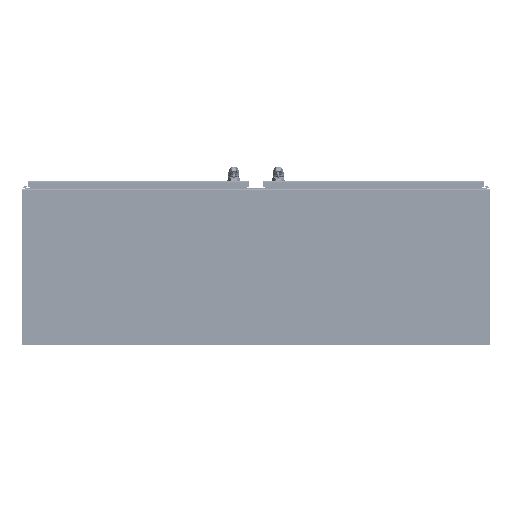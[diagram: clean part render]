
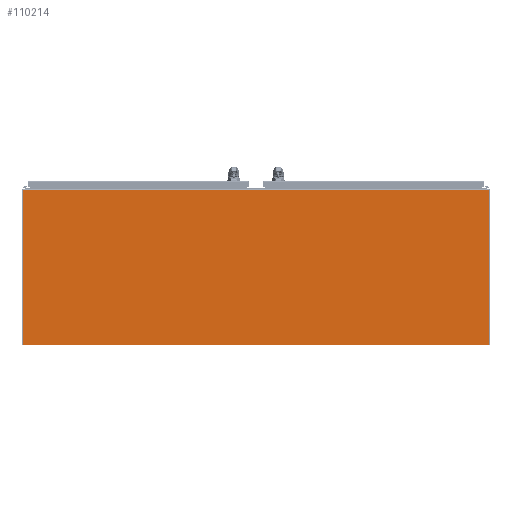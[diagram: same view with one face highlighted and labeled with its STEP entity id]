
A CAD part, front view. The second image highlights one B-rep face of the part: STEP entity #110214.
In plain terms, the highlighted face is planar.
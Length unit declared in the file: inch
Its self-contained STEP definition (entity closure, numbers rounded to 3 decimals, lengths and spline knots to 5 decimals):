
#523 = PLANE ( 'NONE',  #115661 ) ;
#8449 = VECTOR ( 'NONE', #37763, 39.37008 ) ;
#9085 = DIRECTION ( 'NONE',  ( 0., 1., 0. ) ) ;
#14890 = VERTEX_POINT ( 'NONE', #58049 ) ;
#26923 = VECTOR ( 'NONE', #47367, 39.37008 ) ;
#27999 = CARTESIAN_POINT ( 'NONE',  ( 71.42915, 22.7669, 0.125 ) ) ;
#33034 = VERTEX_POINT ( 'NONE', #38476 ) ;
#33146 = FACE_OUTER_BOUND ( 'NONE', #96633, .T. ) ;
#37763 = DIRECTION ( 'NONE',  ( 1., 0., 0. ) ) ;
#38476 = CARTESIAN_POINT ( 'NONE',  ( -0.44585, -1.07685, 0.125 ) ) ;
#47367 = DIRECTION ( 'NONE',  ( 1., 0., 0. ) ) ;
#47610 = VERTEX_POINT ( 'NONE', #27999 ) ;
#48298 = CARTESIAN_POINT ( 'NONE',  ( -0.44585, 22.7669, 0.125 ) ) ;
#53612 = ORIENTED_EDGE ( 'NONE', *, *, #87610, .F. ) ;
#55676 = DIRECTION ( 'NONE',  ( 0., 0., 1. ) ) ;
#58049 = CARTESIAN_POINT ( 'NONE',  ( 71.42915, -1.07685, 0.125 ) ) ;
#71065 = CARTESIAN_POINT ( 'NONE',  ( 17.5229, -1.07685, 0.125 ) ) ;
#72291 = VECTOR ( 'NONE', #9085, 39.37008 ) ;
#75398 = LINE ( 'NONE', #99818, #130420 ) ;
#77710 = DIRECTION ( 'NONE',  ( 0., -1., 0. ) ) ;
#87610 = EDGE_CURVE ( 'NONE', #121327, #47610, #140216, .T. ) ;
#96633 = EDGE_LOOP ( 'NONE', ( #97653, #114164, #53612, #118289 ) ) ;
#97653 = ORIENTED_EDGE ( 'NONE', *, *, #117954, .T. ) ;
#99818 = CARTESIAN_POINT ( 'NONE',  ( 71.42915, 22.7669, 0.125 ) ) ;
#101514 = LINE ( 'NONE', #140545, #72291 ) ;
#107504 = EDGE_CURVE ( 'NONE', #47610, #14890, #75398, .T. ) ;
#110214 = ADVANCED_FACE ( 'NONE', ( #33146 ), #523, .T. ) ;
#112097 = EDGE_CURVE ( 'NONE', #33034, #121327, #101514, .T. ) ;
#112714 = CARTESIAN_POINT ( 'NONE',  ( -0.44585, 22.7669, 0.125 ) ) ;
#114164 = ORIENTED_EDGE ( 'NONE', *, *, #107504, .F. ) ;
#115661 = AXIS2_PLACEMENT_3D ( 'NONE', #121409, #55676, #132576 ) ;
#117954 = EDGE_CURVE ( 'NONE', #33034, #14890, #125193, .T. ) ;
#118289 = ORIENTED_EDGE ( 'NONE', *, *, #112097, .F. ) ;
#121327 = VERTEX_POINT ( 'NONE', #112714 ) ;
#121409 = CARTESIAN_POINT ( 'NONE',  ( 35.49165, 10.8294, 0.125 ) ) ;
#125193 = LINE ( 'NONE', #71065, #8449 ) ;
#130420 = VECTOR ( 'NONE', #77710, 39.37008 ) ;
#132576 = DIRECTION ( 'NONE',  ( 1., 0., 0. ) ) ;
#140216 = LINE ( 'NONE', #48298, #26923 ) ;
#140545 = CARTESIAN_POINT ( 'NONE',  ( -0.44585, -1.1081, 0.125 ) ) ;
